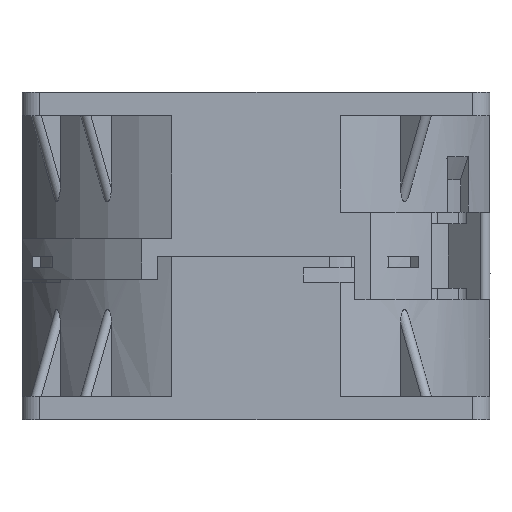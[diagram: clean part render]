
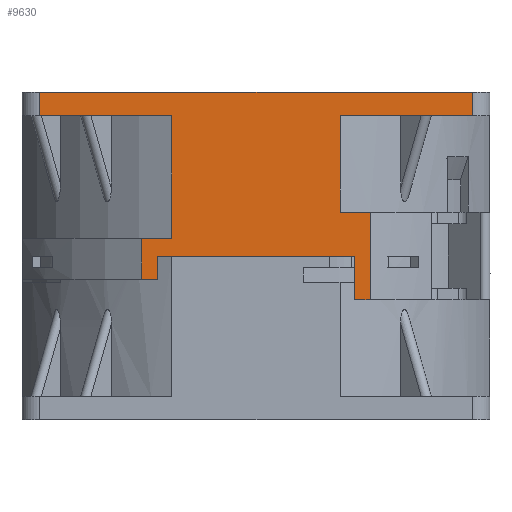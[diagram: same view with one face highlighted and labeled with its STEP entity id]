
A CAD part, left-side view. The second image highlights one B-rep face of the part: STEP entity #9630.
In plain terms, the highlighted planar face has unit normal (-1, 0, 0).
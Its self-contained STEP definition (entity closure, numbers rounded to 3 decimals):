
#396=DIRECTION('',(0.,-1.,0.));
#397=VECTOR('',#396,33.779);
#398=CARTESIAN_POINT('',(-40.,16.889,1.));
#399=LINE('',#398,#397);
#2262=DIRECTION('',(0.,0.,1.));
#2263=VECTOR('',#2262,16.5);
#2264=CARTESIAN_POINT('',(-40.,-14.361,8.5));
#2265=LINE('',#2264,#2263);
#2394=DIRECTION('',(0.,0.,1.));
#2395=VECTOR('',#2394,15.);
#2396=CARTESIAN_POINT('',(-40.,-19.5,-6.5));
#2397=LINE('',#2396,#2395);
#2419=DIRECTION('',(0.,-1.,0.));
#2420=VECTOR('',#2419,2.611);
#2421=CARTESIAN_POINT('',(-40.,-16.889,-6.5));
#2422=LINE('',#2421,#2420);
#2428=DIRECTION('',(0.,0.,1.));
#2429=VECTOR('',#2428,7.5);
#2430=CARTESIAN_POINT('',(-40.,-16.889,-6.5));
#2431=LINE('',#2430,#2429);
#2432=DIRECTION('',(0.,0.,-1.));
#2433=VECTOR('',#2432,4.);
#2434=CARTESIAN_POINT('',(-40.,16.889,1.));
#2435=LINE('',#2434,#2433);
#2436=DIRECTION('',(0.,1.,0.));
#2437=VECTOR('',#2436,2.611);
#2438=CARTESIAN_POINT('',(-40.,16.889,-3.));
#2439=LINE('',#2438,#2437);
#2440=DIRECTION('',(0.,-1.,0.));
#2441=VECTOR('',#2440,74.);
#2442=CARTESIAN_POINT('',(-40.,37.,29.));
#2443=LINE('',#2442,#2441);
#2555=DIRECTION('',(0.,0.,-1.));
#2556=VECTOR('',#2555,21.);
#2557=CARTESIAN_POINT('',(-40.,14.361,25.));
#2558=LINE('',#2557,#2556);
#2559=DIRECTION('',(0.,-1.,0.));
#2560=VECTOR('',#2559,22.639);
#2561=CARTESIAN_POINT('',(-40.,37.,25.));
#2562=LINE('',#2561,#2560);
#2637=DIRECTION('',(0.,0.,-1.));
#2638=VECTOR('',#2637,4.);
#2639=CARTESIAN_POINT('',(-40.,37.,29.));
#2640=LINE('',#2639,#2638);
#3108=DIRECTION('',(0.,-1.,0.));
#3109=VECTOR('',#3108,22.639);
#3110=CARTESIAN_POINT('',(-40.,-14.361,25.));
#3111=LINE('',#3110,#3109);
#3184=DIRECTION('',(0.,0.,1.));
#3185=VECTOR('',#3184,4.);
#3186=CARTESIAN_POINT('',(-40.,-37.,25.));
#3187=LINE('',#3186,#3185);
#5207=DIRECTION('',(0.,1.,0.));
#5208=VECTOR('',#5207,5.139);
#5209=CARTESIAN_POINT('',(-40.,14.361,4.));
#5210=LINE('',#5209,#5208);
#5225=DIRECTION('',(0.,0.,-1.));
#5226=VECTOR('',#5225,7.);
#5227=CARTESIAN_POINT('',(-40.,19.5,4.));
#5228=LINE('',#5227,#5226);
#5286=DIRECTION('',(0.,1.,0.));
#5287=VECTOR('',#5286,5.139);
#5288=CARTESIAN_POINT('',(-40.,-19.5,8.5));
#5289=LINE('',#5288,#5287);
#5438=CARTESIAN_POINT('',(-40.,16.889,1.));
#5439=VERTEX_POINT('',#5438);
#5440=CARTESIAN_POINT('',(-40.,-16.889,1.));
#5441=VERTEX_POINT('',#5440);
#5526=CARTESIAN_POINT('',(-40.,-14.361,8.5));
#5527=VERTEX_POINT('',#5526);
#5528=CARTESIAN_POINT('',(-40.,-14.361,25.));
#5529=VERTEX_POINT('',#5528);
#5576=CARTESIAN_POINT('',(-40.,-19.5,-6.5));
#5577=VERTEX_POINT('',#5576);
#5578=CARTESIAN_POINT('',(-40.,-19.5,8.5));
#5579=VERTEX_POINT('',#5578);
#5580=CARTESIAN_POINT('',(-40.,-16.889,-6.5));
#5581=VERTEX_POINT('',#5580);
#5582=CARTESIAN_POINT('',(-40.,16.889,-3.));
#5583=VERTEX_POINT('',#5582);
#5584=CARTESIAN_POINT('',(-40.,19.5,-3.));
#5585=VERTEX_POINT('',#5584);
#5586=CARTESIAN_POINT('',(-40.,19.5,4.));
#5587=VERTEX_POINT('',#5586);
#5588=CARTESIAN_POINT('',(-40.,14.361,4.));
#5589=VERTEX_POINT('',#5588);
#5590=CARTESIAN_POINT('',(-40.,14.361,25.));
#5591=VERTEX_POINT('',#5590);
#5592=CARTESIAN_POINT('',(-40.,37.,25.));
#5593=VERTEX_POINT('',#5592);
#5594=CARTESIAN_POINT('',(-40.,37.,29.));
#5595=VERTEX_POINT('',#5594);
#5596=CARTESIAN_POINT('',(-40.,-37.,29.));
#5597=VERTEX_POINT('',#5596);
#5598=CARTESIAN_POINT('',(-40.,-37.,25.));
#5599=VERTEX_POINT('',#5598);
#9596=CARTESIAN_POINT('',(-40.,-37.,29.));
#9597=DIRECTION('',(1.,0.,0.));
#9598=DIRECTION('',(0.,1.,0.));
#9599=AXIS2_PLACEMENT_3D('',#9596,#9597,#9598);
#9600=PLANE('',#9599);
#9601=ORIENTED_EDGE('',*,*,#9554,.F.);
#9602=ORIENTED_EDGE('',*,*,#9577,.F.);
#9603=ORIENTED_EDGE('',*,*,#9588,.T.);
#9604=ORIENTED_EDGE('',*,*,#6933,.F.);
#9606=ORIENTED_EDGE('',*,*,#9605,.T.);
#9608=ORIENTED_EDGE('',*,*,#9607,.T.);
#9610=ORIENTED_EDGE('',*,*,#9609,.F.);
#9612=ORIENTED_EDGE('',*,*,#9611,.F.);
#9614=ORIENTED_EDGE('',*,*,#9613,.F.);
#9616=ORIENTED_EDGE('',*,*,#9615,.F.);
#9618=ORIENTED_EDGE('',*,*,#9617,.F.);
#9620=ORIENTED_EDGE('',*,*,#9619,.T.);
#9622=ORIENTED_EDGE('',*,*,#9621,.F.);
#9624=ORIENTED_EDGE('',*,*,#9623,.F.);
#9625=ORIENTED_EDGE('',*,*,#9359,.F.);
#9627=ORIENTED_EDGE('',*,*,#9626,.F.);
#9628=EDGE_LOOP('',(#9601,#9602,#9603,#9604,#9606,#9608,#9610,#9612,#9614,#9616,
#9618,#9620,#9622,#9624,#9625,#9627));
#9629=FACE_OUTER_BOUND('',#9628,.F.);
#9630=ADVANCED_FACE('',(#9629),#9600,.F.);
#6933=EDGE_CURVE('',#5439,#5441,#399,.T.);
#9359=EDGE_CURVE('',#5527,#5529,#2265,.T.);
#9554=EDGE_CURVE('',#5577,#5579,#2397,.T.);
#9577=EDGE_CURVE('',#5581,#5577,#2422,.T.);
#9588=EDGE_CURVE('',#5581,#5441,#2431,.T.);
#9605=EDGE_CURVE('',#5439,#5583,#2435,.T.);
#9607=EDGE_CURVE('',#5583,#5585,#2439,.T.);
#9609=EDGE_CURVE('',#5587,#5585,#5228,.T.);
#9611=EDGE_CURVE('',#5589,#5587,#5210,.T.);
#9613=EDGE_CURVE('',#5591,#5589,#2558,.T.);
#9615=EDGE_CURVE('',#5593,#5591,#2562,.T.);
#9617=EDGE_CURVE('',#5595,#5593,#2640,.T.);
#9619=EDGE_CURVE('',#5595,#5597,#2443,.T.);
#9621=EDGE_CURVE('',#5599,#5597,#3187,.T.);
#9623=EDGE_CURVE('',#5529,#5599,#3111,.T.);
#9626=EDGE_CURVE('',#5579,#5527,#5289,.T.);
